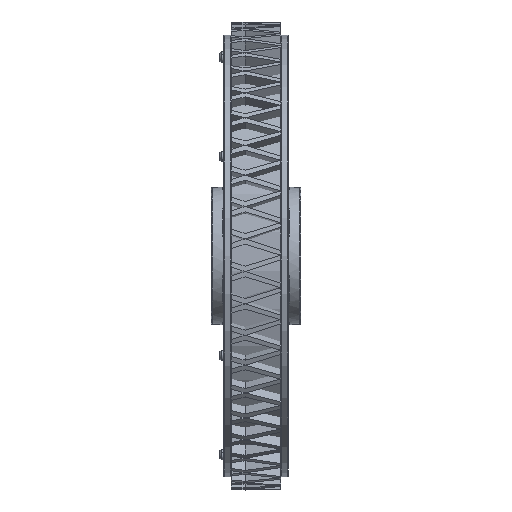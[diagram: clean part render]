
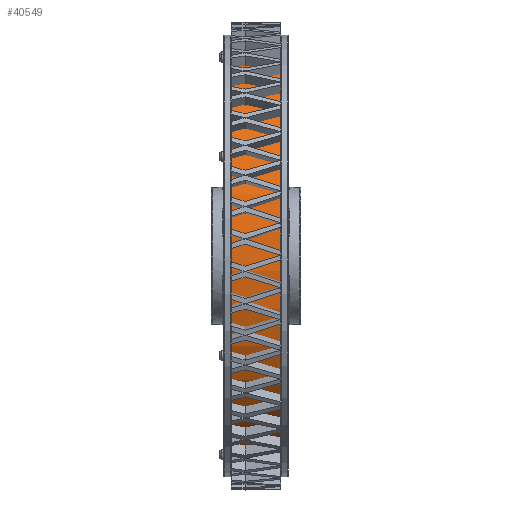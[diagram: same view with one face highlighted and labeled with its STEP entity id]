
A CAD part, front view. The second image highlights one B-rep face of the part: STEP entity #40549.
In plain terms, the highlighted cylindrical face has radius 103.505 mm (diameter 207.01 mm), a partial arc.
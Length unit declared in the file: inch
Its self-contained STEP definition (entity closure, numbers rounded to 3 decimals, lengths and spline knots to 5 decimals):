
#880 = AXIS2_PLACEMENT_3D ( 'NONE', #44889, #45469, #32088 ) ;
#8147 = DIRECTION ( 'NONE',  ( 0., 0., -1. ) ) ;
#8737 = LINE ( 'NONE', #12899, #12615 ) ;
#11004 = CARTESIAN_POINT ( 'NONE',  ( 4.075, 0., 0.9 ) ) ;
#11892 = ORIENTED_EDGE ( 'NONE', *, *, #19838, .T. ) ;
#11952 = EDGE_CURVE ( 'NONE', #12538, #15306, #55137, .T. ) ;
#12538 = VERTEX_POINT ( 'NONE', #33099 ) ;
#12615 = VECTOR ( 'NONE', #8147, 39.37008 ) ;
#12899 = CARTESIAN_POINT ( 'NONE',  ( -4.075, 0., 0.9 ) ) ;
#13664 = ORIENTED_EDGE ( 'NONE', *, *, #42421, .F. ) ;
#15306 = VERTEX_POINT ( 'NONE', #11004 ) ;
#17348 = VECTOR ( 'NONE', #40280, 39.37008 ) ;
#18010 = CARTESIAN_POINT ( 'NONE',  ( 0., 0., 0.9 ) ) ;
#19838 = EDGE_CURVE ( 'NONE', #12538, #20261, #8737, .T. ) ;
#19986 = CARTESIAN_POINT ( 'NONE',  ( 0., 0., 0.9 ) ) ;
#20261 = VERTEX_POINT ( 'NONE', #52715 ) ;
#22104 = LINE ( 'NONE', #53619, #17348 ) ;
#23748 = AXIS2_PLACEMENT_3D ( 'NONE', #18010, #36195, #50732 ) ;
#26514 = EDGE_CURVE ( 'NONE', #20261, #43620, #52169, .T. ) ;
#28347 = DIRECTION ( 'NONE',  ( 0., 0., -1. ) ) ;
#29234 = CARTESIAN_POINT ( 'NONE',  ( 4.075, 0., 0. ) ) ;
#30121 = ORIENTED_EDGE ( 'NONE', *, *, #26514, .T. ) ;
#32088 = DIRECTION ( 'NONE',  ( 1., 0., 0. ) ) ;
#33099 = CARTESIAN_POINT ( 'NONE',  ( -4.075, 0., 0.9 ) ) ;
#36195 = DIRECTION ( 'NONE',  ( 0., 0., 1. ) ) ;
#40280 = DIRECTION ( 'NONE',  ( 0., 0., -1. ) ) ;
#40549 = ADVANCED_FACE ( 'NONE', ( #42617 ), #51514, .T. ) ;
#42421 = EDGE_CURVE ( 'NONE', #15306, #43620, #22104, .T. ) ;
#42617 = FACE_OUTER_BOUND ( 'NONE', #47700, .T. ) ;
#43620 = VERTEX_POINT ( 'NONE', #29234 ) ;
#44889 = CARTESIAN_POINT ( 'NONE',  ( 0., 0., 0. ) ) ;
#44990 = ORIENTED_EDGE ( 'NONE', *, *, #11952, .F. ) ;
#45469 = DIRECTION ( 'NONE',  ( 0., 0., 1. ) ) ;
#47700 = EDGE_LOOP ( 'NONE', ( #13664, #44990, #11892, #30121 ) ) ;
#50732 = DIRECTION ( 'NONE',  ( 1., 0., 0. ) ) ;
#51514 = CYLINDRICAL_SURFACE ( 'NONE', #55190, 4.075 ) ;
#52169 = CIRCLE ( 'NONE', #880, 4.075 ) ;
#52715 = CARTESIAN_POINT ( 'NONE',  ( -4.075, 0., 0. ) ) ;
#53619 = CARTESIAN_POINT ( 'NONE',  ( 4.075, 0., 0.9 ) ) ;
#55137 = CIRCLE ( 'NONE', #23748, 4.075 ) ;
#55190 = AXIS2_PLACEMENT_3D ( 'NONE', #19986, #28347, #56281 ) ;
#56281 = DIRECTION ( 'NONE',  ( -1., 0., 0. ) ) ;
